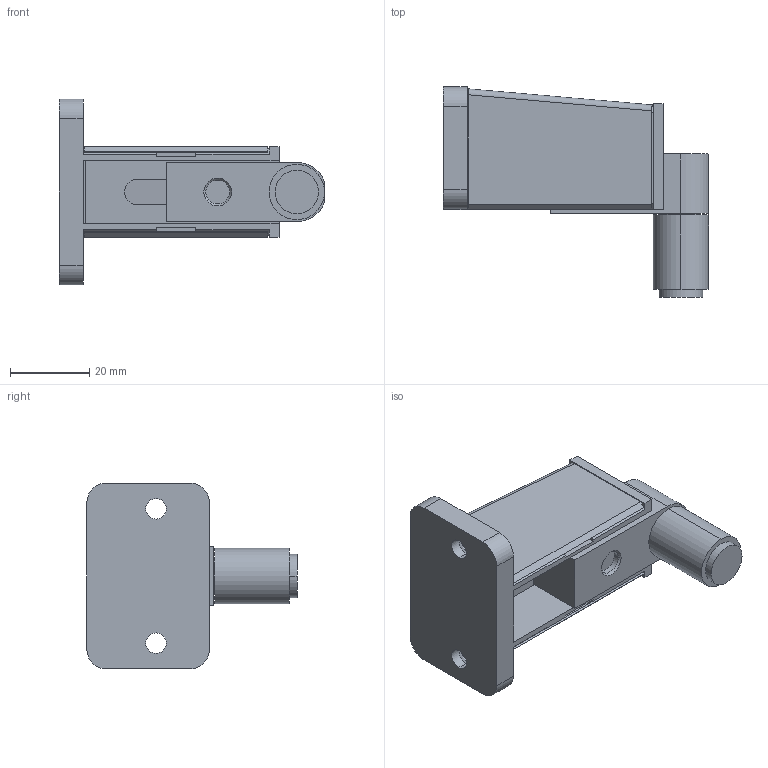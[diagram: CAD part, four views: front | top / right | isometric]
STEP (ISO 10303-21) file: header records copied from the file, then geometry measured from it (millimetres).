
FILE_DESCRIPTION (( 'STEP AP203' ), '1' );
FILE_NAME ('FA-1682-S-1.STEP', '2021-12-28T01:46:11', ( '' ), ( '' ), 'SwSTEP 2.0', 'SolidWorks 2018', '' );
FILE_SCHEMA (( 'CONFIG_CONTROL_DESIGN' ));
Length unit declared in the file: millimetre
Products named in the file (7): FA-1682-S-1固定ブラケット__公開用; FA-1682-S-1僇僶乕_; 廫帤寠晅偒榋妏儃儖僩M6_M6亊20; FA-1682-S-2_歯付座金; FA-1682-S-1儘乕儔乕__岞奐梡; FA-1682-S-1; FA-1682-S-1可動アーム__公開用
Assembly tree (6 placements, depth 2):
  FA-1682-S-1
    FA-1682-S-1固定ブラケット__公開用
    FA-1682-S-1可動アーム__公開用
    FA-1682-S-2_歯付座金
    廫帤寠晅偒榋妏儃儖僩M6_M6亊20
    FA-1682-S-1儘乕儔乕__岞奐梡
    FA-1682-S-1僇僶乕_
Bounding box: 67 x 53.18 x 47 mm (x, y, z)
Volume: 34703.1 mm3; surface area: 25292.8 mm2
Topology: 6 solids, 6 shells, 165 faces, 392 edges, 247 vertices
Faces by surface type: plane 95, cylinder 48, cone 14, torus 6, sphere 2
Entity records: 5795 total; most frequent: CARTESIAN_POINT 1173, DIRECTION 836, ORIENTED_EDGE 784, EDGE_CURVE 392, AXIS2_PLACEMENT_3D 290, VECTOR 256, LINE 256, VERTEX_POINT 247
